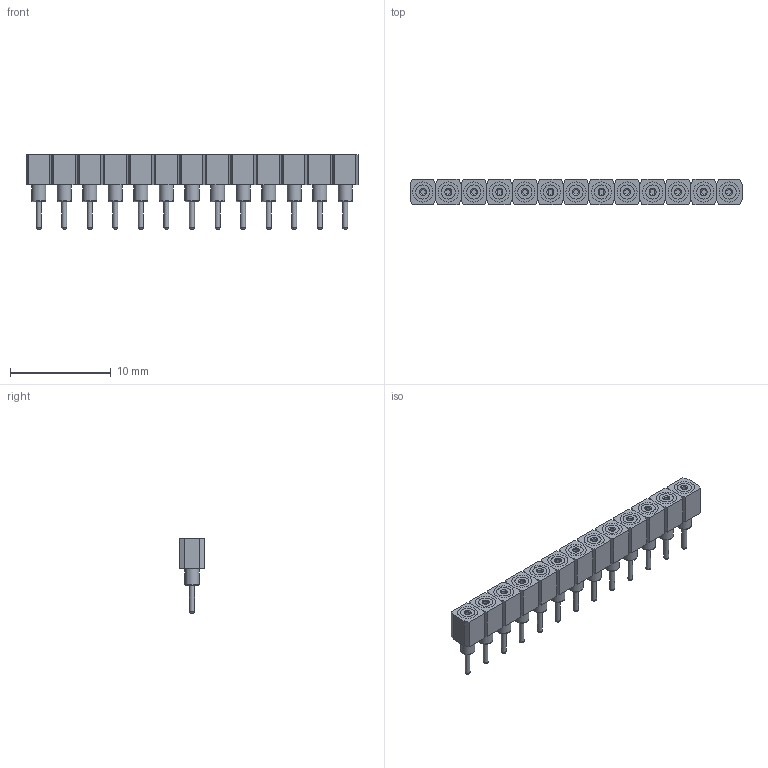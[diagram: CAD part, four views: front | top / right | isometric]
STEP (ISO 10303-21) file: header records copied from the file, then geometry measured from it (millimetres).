
FILE_DESCRIPTION(('FreeCAD Model'),'2;1');
FILE_NAME('Precision_Socket_Strip_Straight_L3.0_P2.5_01x13.step','2019-08-27T02:07:01',('Author'),(''), 'Open CASCADE STEP processor 6.8','FreeCAD','Unknown');
FILE_SCHEMA(('AUTOMOTIVE_DESIGN { 1 0 10303 214 1 1 1 1 }'));
Length unit declared in the file: millimetre
Products named in the file (1): Precision_Socket_Strip_Straight_L3.0_P2.5_01x13
Bounding box: 33.02 x 2.54 x 7.43 mm (x, y, z)
Volume: 272.7 mm3; surface area: 661.1 mm2
Topology: 1 solids, 1 shells, 249 faces, 485 edges, 303 vertices
Faces by surface type: plane 171, cylinder 39, torus 26, revolution 13
Full cylindrical faces by diameter (mm): 0.5 x26, 1.4 x13
Entity records: 8160 total; most frequent: DIRECTION 1154, CARTESIAN_POINT 1129, ORIENTED_EDGE 970, EDGE_CURVE 485, AXIS2_PLACEMENT_3D 419, FACE_BOUND 314, EDGE_LOOP 314, VERTEX_POINT 303
